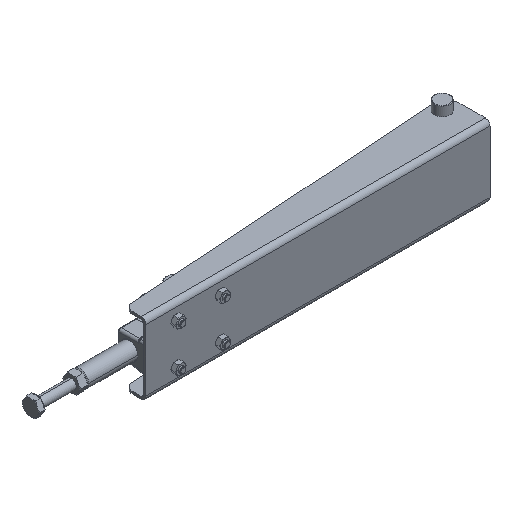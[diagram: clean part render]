
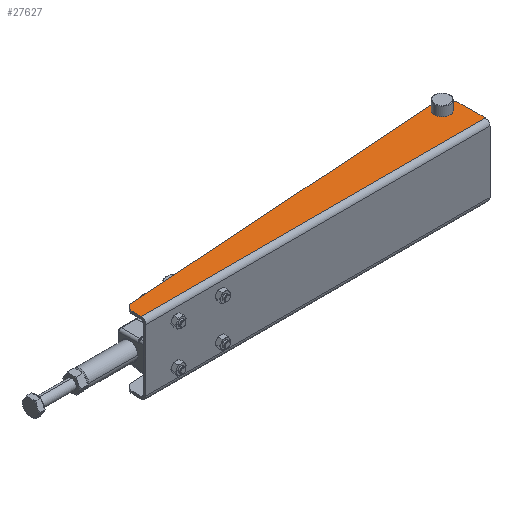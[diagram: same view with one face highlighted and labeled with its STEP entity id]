
A CAD part, isometric view. The second image highlights one B-rep face of the part: STEP entity #27627.
In plain terms, the highlighted planar face has unit normal (0, 0, 1).
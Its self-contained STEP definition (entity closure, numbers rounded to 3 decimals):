
#62 = AXIS2_PLACEMENT_3D ( 'NONE', #10065, #27712, #12592 ) ;
#689 = VERTEX_POINT ( 'NONE', #27297 ) ;
#854 = DIRECTION ( 'NONE',  ( 0., 0., -1. ) ) ;
#1430 = ORIENTED_EDGE ( 'NONE', *, *, #20688, .F. ) ;
#2720 = DIRECTION ( 'NONE',  ( 0., -1., 0. ) ) ;
#3822 = ORIENTED_EDGE ( 'NONE', *, *, #10364, .T. ) ;
#4234 = AXIS2_PLACEMENT_3D ( 'NONE', #27996, #12881, #30555 ) ;
#4247 = EDGE_CURVE ( 'NONE', #5370, #26301, #27845, .T. ) ;
#4746 = VECTOR ( 'NONE', #2720, 1000. ) ;
#4834 = EDGE_CURVE ( 'NONE', #15798, #14887, #21090, .T. ) ;
#5331 = ORIENTED_EDGE ( 'NONE', *, *, #11384, .T. ) ;
#5370 = VERTEX_POINT ( 'NONE', #31793 ) ;
#5435 = AXIS2_PLACEMENT_3D ( 'NONE', #21215, #6047, #23743 ) ;
#6047 = DIRECTION ( 'NONE',  ( 0., 0., 1. ) ) ;
#6286 = EDGE_LOOP ( 'NONE', ( #30170, #11603 ) ) ;
#6988 = FACE_OUTER_BOUND ( 'NONE', #20086, .T. ) ;
#7161 = CARTESIAN_POINT ( 'NONE',  ( 246.5, 25., 29.4 ) ) ;
#8813 = VERTEX_POINT ( 'NONE', #19139 ) ;
#9402 = VECTOR ( 'NONE', #18121, 1000. ) ;
#9413 = CARTESIAN_POINT ( 'NONE',  ( 247., 21.648, 29.4 ) ) ;
#9733 = DIRECTION ( 'NONE',  ( -1., 0., 0. ) ) ;
#10065 = CARTESIAN_POINT ( 'NONE',  ( 259., 2., 29.4 ) ) ;
#10364 = EDGE_CURVE ( 'NONE', #27103, #21816, #11489, .T. ) ;
#10513 = CARTESIAN_POINT ( 'NONE',  ( 117., 2., 29.4 ) ) ;
#11006 = DIRECTION ( 'NONE',  ( 0., 1., 0. ) ) ;
#11384 = EDGE_CURVE ( 'NONE', #21816, #15798, #31159, .T. ) ;
#11489 = LINE ( 'NONE', #20212, #4746 ) ;
#11603 = ORIENTED_EDGE ( 'NONE', *, *, #17916, .F. ) ;
#11964 = DIRECTION ( 'NONE',  ( 0., 1., 0. ) ) ;
#12305 = CARTESIAN_POINT ( 'NONE',  ( -25., 9.398, 29.4 ) ) ;
#12565 = VECTOR ( 'NONE', #18116, 1000. ) ;
#12592 = DIRECTION ( 'NONE',  ( -1., 0., 0. ) ) ;
#12633 = AXIS2_PLACEMENT_3D ( 'NONE', #16004, #854, #18535 ) ;
#12881 = DIRECTION ( 'NONE',  ( 0., 0., 1. ) ) ;
#13170 = CIRCLE ( 'NONE', #4234, 6.5 ) ;
#13814 = CIRCLE ( 'NONE', #5435, 12. ) ;
#14482 = CARTESIAN_POINT ( 'NONE',  ( 259., 2., 29.4 ) ) ;
#14887 = VERTEX_POINT ( 'NONE', #22909 ) ;
#15174 = VECTOR ( 'NONE', #11006, 1000. ) ;
#15394 = CARTESIAN_POINT ( 'NONE',  ( 246.178, 33.62, 29.4 ) ) ;
#15585 = CARTESIAN_POINT ( 'NONE',  ( -19.411, 15.384, 29.4 ) ) ;
#15698 = ORIENTED_EDGE ( 'NONE', *, *, #28557, .F. ) ;
#15798 = VERTEX_POINT ( 'NONE', #14482 ) ;
#16004 = CARTESIAN_POINT ( 'NONE',  ( -19., 9.398, 29.4 ) ) ;
#17227 = ORIENTED_EDGE ( 'NONE', *, *, #4834, .T. ) ;
#17571 = PLANE ( 'NONE',  #62 ) ;
#17916 = EDGE_CURVE ( 'NONE', #26301, #5370, #13170, .T. ) ;
#18116 = DIRECTION ( 'NONE',  ( 0.998, 0.069, 0. ) ) ;
#18121 = DIRECTION ( 'NONE',  ( 1., 0., 0. ) ) ;
#18535 = DIRECTION ( 'NONE',  ( 0., 1., 0. ) ) ;
#19139 = CARTESIAN_POINT ( 'NONE',  ( 247., 33.648, 29.4 ) ) ;
#19529 = AXIS2_PLACEMENT_3D ( 'NONE', #9413, #27079, #11964 ) ;
#19652 = FACE_BOUND ( 'NONE', #6286, .T. ) ;
#20086 = EDGE_LOOP ( 'NONE', ( #5331, #17227, #20833, #27539, #1430, #15698, #3822 ) ) ;
#20165 = EDGE_CURVE ( 'NONE', #14887, #8813, #21794, .T. ) ;
#20212 = CARTESIAN_POINT ( 'NONE',  ( -25., 3.699, 29.4 ) ) ;
#20688 = EDGE_CURVE ( 'NONE', #689, #27247, #31927, .T. ) ;
#20833 = ORIENTED_EDGE ( 'NONE', *, *, #20165, .T. ) ;
#21090 = LINE ( 'NONE', #28662, #15174 ) ;
#21215 = CARTESIAN_POINT ( 'NONE',  ( 247., 21.648, 29.4 ) ) ;
#21794 = CIRCLE ( 'NONE', #19529, 12. ) ;
#21816 = VERTEX_POINT ( 'NONE', #24828 ) ;
#22909 = CARTESIAN_POINT ( 'NONE',  ( 259., 21.648, 29.4 ) ) ;
#23743 = DIRECTION ( 'NONE',  ( 0., 1., 0. ) ) ;
#23890 = CIRCLE ( 'NONE', #12633, 6. ) ;
#24828 = CARTESIAN_POINT ( 'NONE',  ( -25., 2., 29.4 ) ) ;
#24829 = DIRECTION ( 'NONE',  ( 0., 0., 1. ) ) ;
#26301 = VERTEX_POINT ( 'NONE', #32363 ) ;
#27079 = DIRECTION ( 'NONE',  ( 0., 0., 1. ) ) ;
#27103 = VERTEX_POINT ( 'NONE', #12305 ) ;
#27247 = VERTEX_POINT ( 'NONE', #15394 ) ;
#27297 = CARTESIAN_POINT ( 'NONE',  ( -19.411, 15.384, 29.4 ) ) ;
#27539 = ORIENTED_EDGE ( 'NONE', *, *, #29624, .T. ) ;
#27627 = ADVANCED_FACE ( 'NONE', ( #19652, #6988 ), #17571, .F. ) ;
#27712 = DIRECTION ( 'NONE',  ( 0., 0., -1. ) ) ;
#27845 = CIRCLE ( 'NONE', #28338, 6.5 ) ;
#27996 = CARTESIAN_POINT ( 'NONE',  ( 246.5, 25., 29.4 ) ) ;
#28338 = AXIS2_PLACEMENT_3D ( 'NONE', #7161, #24829, #9733 ) ;
#28557 = EDGE_CURVE ( 'NONE', #27103, #689, #23890, .T. ) ;
#28662 = CARTESIAN_POINT ( 'NONE',  ( 259., 9.824, 29.4 ) ) ;
#29624 = EDGE_CURVE ( 'NONE', #8813, #27247, #13814, .T. ) ;
#30170 = ORIENTED_EDGE ( 'NONE', *, *, #4247, .F. ) ;
#30555 = DIRECTION ( 'NONE',  ( -1., 0., 0. ) ) ;
#31159 = LINE ( 'NONE', #10513, #9402 ) ;
#31793 = CARTESIAN_POINT ( 'NONE',  ( 253., 25., 29.4 ) ) ;
#31927 = LINE ( 'NONE', #15585, #12565 ) ;
#32363 = CARTESIAN_POINT ( 'NONE',  ( 240., 25., 29.4 ) ) ;
